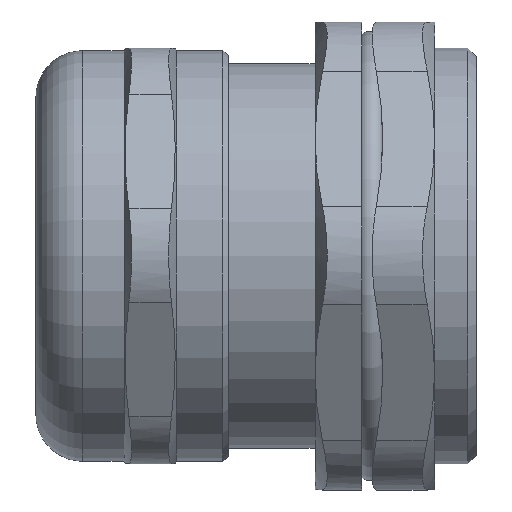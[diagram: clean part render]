
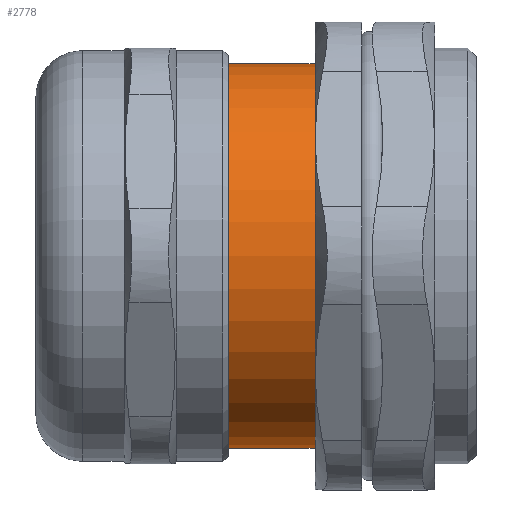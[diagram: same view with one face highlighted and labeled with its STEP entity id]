
A CAD part, left-side view. The second image highlights one B-rep face of the part: STEP entity #2778.
In plain terms, the highlighted cylindrical face has radius 18.5 mm (diameter 37 mm), a full revolution.
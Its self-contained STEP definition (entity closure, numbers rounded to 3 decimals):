
#42=CYLINDRICAL_SURFACE('',#3013,18.5);
#345=FACE_OUTER_BOUND('',#516,.T.);
#516=EDGE_LOOP('',(#2122,#2123,#2124,#2125));
#672=LINE('',#4373,#890);
#890=VECTOR('',#3391,18.5);
#1100=CIRCLE('',#2973,18.5);
#1116=CIRCLE('',#3014,18.5);
#1210=VERTEX_POINT('',#4178);
#1244=VERTEX_POINT('',#4371);
#1511=EDGE_CURVE('',#1210,#1210,#1100,.T.);
#1567=EDGE_CURVE('',#1244,#1244,#1116,.T.);
#1568=EDGE_CURVE('',#1244,#1210,#672,.T.);
#2122=ORIENTED_EDGE('',*,*,#1567,.T.);
#2123=ORIENTED_EDGE('',*,*,#1568,.T.);
#2124=ORIENTED_EDGE('',*,*,#1511,.T.);
#2125=ORIENTED_EDGE('',*,*,#1568,.F.);
#2778=ADVANCED_FACE('',(#345),#42,.T.);
#2973=AXIS2_PLACEMENT_3D('',#4179,#3285,#3286);
#3013=AXIS2_PLACEMENT_3D('',#4370,#3387,#3388);
#3014=AXIS2_PLACEMENT_3D('',#4372,#3389,#3390);
#3285=DIRECTION('center_axis',(0.,1.,0.));
#3286=DIRECTION('ref_axis',(-1.,0.,0.002));
#3387=DIRECTION('center_axis',(0.,1.,0.));
#3388=DIRECTION('ref_axis',(-1.,0.,0.002));
#3389=DIRECTION('center_axis',(0.,-1.,0.));
#3390=DIRECTION('ref_axis',(-1.,0.,0.002));
#3391=DIRECTION('',(0.,-1.,0.));
#4178=CARTESIAN_POINT('',(18.5,15.5,-0.03));
#4179=CARTESIAN_POINT('Origin',(0.,15.5,0.));
#4370=CARTESIAN_POINT('Origin',(0.,20.5,0.));
#4371=CARTESIAN_POINT('',(18.5,23.864,-0.03));
#4372=CARTESIAN_POINT('Origin',(0.,23.864,
0.));
#4373=CARTESIAN_POINT('',(18.5,20.5,-0.03));
